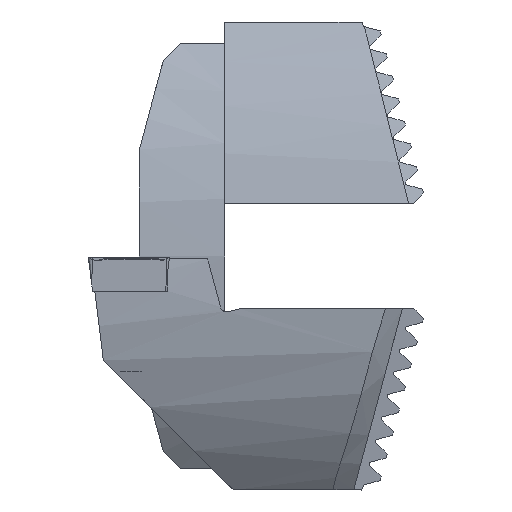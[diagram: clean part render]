
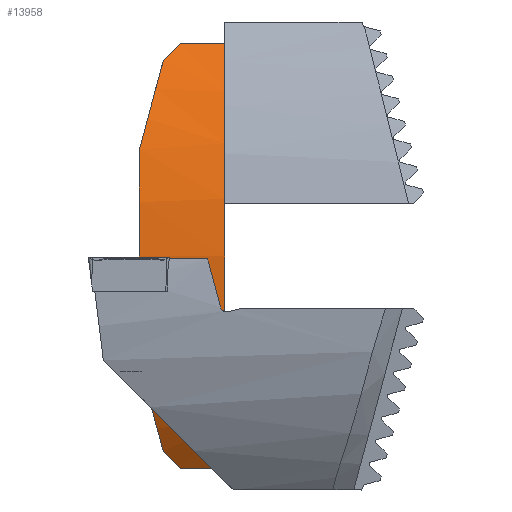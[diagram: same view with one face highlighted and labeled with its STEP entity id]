
A CAD part, left-side view. The second image highlights one B-rep face of the part: STEP entity #13958.
In plain terms, the highlighted cylindrical face has radius 40 mm (diameter 80 mm), a partial arc.
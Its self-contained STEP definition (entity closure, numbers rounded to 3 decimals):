
#125 = VECTOR ( 'NONE', #26585, 1000. ) ;
#232 = EDGE_CURVE ( 'NONE', #7662, #640, #23959, .T. ) ;
#640 = VERTEX_POINT ( 'NONE', #20299 ) ;
#1409 = CARTESIAN_POINT ( 'NONE',  ( 10., 0., 0.025 ) ) ;
#1727 = FACE_OUTER_BOUND ( 'NONE', #27691, .T. ) ;
#3034 = AXIS2_PLACEMENT_3D ( 'NONE', #1409, #14769, #18406 ) ;
#3476 = AXIS2_PLACEMENT_3D ( 'NONE', #27171, #24295, #41485 ) ;
#3877 = CARTESIAN_POINT ( 'NONE',  ( 6.504, 23.682, -32.222 ) ) ;
#3968 = EDGE_CURVE ( 'NONE', #34122, #38739, #26093, .T. ) ;
#5932 = VERTEX_POINT ( 'NONE', #11326 ) ;
#6111 = CYLINDRICAL_SURFACE ( 'NONE', #3034, 40. ) ;
#7662 = VERTEX_POINT ( 'NONE', #14875 ) ;
#8593 = CARTESIAN_POINT ( 'NONE',  ( 8.996, -16.247, -36.739 ) ) ;
#10305 = CARTESIAN_POINT ( 'NONE',  ( 10., -12.5, -37.972 ) ) ;
#11326 = CARTESIAN_POINT ( 'NONE',  ( 5.187, -25., -31.2 ) ) ;
#13600 = CARTESIAN_POINT ( 'NONE',  ( 10., 12.5, -37.972 ) ) ;
#13885 = CARTESIAN_POINT ( 'NONE',  ( 5.837, 24.349, -31.721 ) ) ;
#13958 = ADVANCED_FACE ( 'NONE', ( #1727 ), #6111, .T. ) ;
#14480 = CARTESIAN_POINT ( 'NONE',  ( 10., 25., -31.2 ) ) ;
#14769 = DIRECTION ( 'NONE',  ( -1., 0., 0. ) ) ;
#14875 = CARTESIAN_POINT ( 'NONE',  ( 0., 25., -31.2 ) ) ;
#15768 =( BOUNDED_CURVE ( )  B_SPLINE_CURVE ( 3, ( #37793, #30773, #20440, #13600 ),
 .UNSPECIFIED., .F., .F. ) 
 B_SPLINE_CURVE_WITH_KNOTS ( ( 4, 4 ),
 ( 0.958, 1.253 ),
 .UNSPECIFIED. ) 
 CURVE ( )  GEOMETRIC_REPRESENTATION_ITEM ( )  RATIONAL_B_SPLINE_CURVE ( ( 1., 0.993, 0.993, 1. ) ) 
 REPRESENTATION_ITEM ( '' )  );
#17217 = CARTESIAN_POINT ( 'NONE',  ( 7.187, 23., -32.701 ) ) ;
#17441 = EDGE_CURVE ( 'NONE', #29107, #34122, #42645, .T. ) ;
#17955 = DIRECTION ( 'NONE',  ( 1., 0., 0. ) ) ;
#18118 = EDGE_CURVE ( 'NONE', #38739, #5932, #29708, .T. ) ;
#18297 = CARTESIAN_POINT ( 'NONE',  ( 10., -12.5, -37.972 ) ) ;
#18406 = DIRECTION ( 'NONE',  ( 0., -1., 0. ) ) ;
#19458 = CARTESIAN_POINT ( 'NONE',  ( 7.187, -23., -32.701 ) ) ;
#20233 = VERTEX_POINT ( 'NONE', #29813 ) ;
#20299 = CARTESIAN_POINT ( 'NONE',  ( 0., -25., -31.2 ) ) ;
#20440 = CARTESIAN_POINT ( 'NONE',  ( 8.996, 16.247, -36.739 ) ) ;
#21389 = DIRECTION ( 'NONE',  ( -1., 0., 0. ) ) ;
#22041 = CARTESIAN_POINT ( 'NONE',  ( 7.187, 23., -32.701 ) ) ;
#23959 = CIRCLE ( 'NONE', #3476, 40. ) ;
#23999 = LINE ( 'NONE', #14480, #40135 ) ;
#24111 = DIRECTION ( 'NONE',  ( 0., -1., 0. ) ) ;
#24295 = DIRECTION ( 'NONE',  ( -1., 0., 0. ) ) ;
#25203 = EDGE_CURVE ( 'NONE', #40510, #29107, #15768, .T. ) ;
#25328 = ORIENTED_EDGE ( 'NONE', *, *, #232, .F. ) ;
#25373 = CARTESIAN_POINT ( 'NONE',  ( 5.837, -24.349, -31.721 ) ) ;
#26093 =( BOUNDED_CURVE ( )  B_SPLINE_CURVE ( 3, ( #18297, #8593, #36090, #35929 ),
 .UNSPECIFIED., .F., .F. ) 
 B_SPLINE_CURVE_WITH_KNOTS ( ( 4, 4 ),
 ( 5.03, 5.325 ),
 .UNSPECIFIED. ) 
 CURVE ( )  GEOMETRIC_REPRESENTATION_ITEM ( )  RATIONAL_B_SPLINE_CURVE ( ( 1., 0.993, 0.993, 1. ) ) 
 REPRESENTATION_ITEM ( '' )  );
#26323 = ORIENTED_EDGE ( 'NONE', *, *, #34771, .T. ) ;
#26585 = DIRECTION ( 'NONE',  ( -1., 0., 0. ) ) ;
#27171 = CARTESIAN_POINT ( 'NONE',  ( 0., 0., 0.025 ) ) ;
#27691 = EDGE_LOOP ( 'NONE', ( #29097, #32076, #25328, #26323, #27717, #42424, #33938, #34755 ) ) ;
#27717 = ORIENTED_EDGE ( 'NONE', *, *, #35783, .T. ) ;
#29097 = ORIENTED_EDGE ( 'NONE', *, *, #18118, .T. ) ;
#29107 = VERTEX_POINT ( 'NONE', #30415 ) ;
#29177 = CARTESIAN_POINT ( 'NONE',  ( 6.504, -23.682, -32.222 ) ) ;
#29708 =( BOUNDED_CURVE ( )  B_SPLINE_CURVE ( 3, ( #39548, #29177, #25373, #42425 ),
 .UNSPECIFIED., .F., .F. ) 
 B_SPLINE_CURVE_WITH_KNOTS ( ( 4, 4 ),
 ( 5.325, 5.388 ),
 .UNSPECIFIED. ) 
 CURVE ( )  GEOMETRIC_REPRESENTATION_ITEM ( )  RATIONAL_B_SPLINE_CURVE ( ( 1., 1., 1., 1. ) ) 
 REPRESENTATION_ITEM ( '' )  );
#29813 = CARTESIAN_POINT ( 'NONE',  ( 5.187, 25., -31.2 ) ) ;
#30415 = CARTESIAN_POINT ( 'NONE',  ( 10., 12.5, -37.972 ) ) ;
#30773 = CARTESIAN_POINT ( 'NONE',  ( 8.051, 19.773, -34.969 ) ) ;
#32076 = ORIENTED_EDGE ( 'NONE', *, *, #40114, .T. ) ;
#33938 = ORIENTED_EDGE ( 'NONE', *, *, #17441, .T. ) ;
#34122 = VERTEX_POINT ( 'NONE', #10305 ) ;
#34703 = CARTESIAN_POINT ( 'NONE',  ( 5.187, 25., -31.2 ) ) ;
#34755 = ORIENTED_EDGE ( 'NONE', *, *, #3968, .T. ) ;
#34771 = EDGE_CURVE ( 'NONE', #7662, #20233, #23999, .T. ) ;
#35783 = EDGE_CURVE ( 'NONE', #20233, #40510, #40595, .T. ) ;
#35929 = CARTESIAN_POINT ( 'NONE',  ( 7.187, -23., -32.701 ) ) ;
#36090 = CARTESIAN_POINT ( 'NONE',  ( 8.051, -19.773, -34.969 ) ) ;
#37777 = AXIS2_PLACEMENT_3D ( 'NONE', #41611, #21389, #24111 ) ;
#37793 = CARTESIAN_POINT ( 'NONE',  ( 7.187, 23., -32.701 ) ) ;
#38739 = VERTEX_POINT ( 'NONE', #19458 ) ;
#39548 = CARTESIAN_POINT ( 'NONE',  ( 7.187, -23., -32.701 ) ) ;
#40114 = EDGE_CURVE ( 'NONE', #5932, #640, #40394, .T. ) ;
#40135 = VECTOR ( 'NONE', #17955, 1000. ) ;
#40394 = LINE ( 'NONE', #40471, #125 ) ;
#40471 = CARTESIAN_POINT ( 'NONE',  ( 10., -25., -31.2 ) ) ;
#40510 = VERTEX_POINT ( 'NONE', #22041 ) ;
#40595 =( BOUNDED_CURVE ( )  B_SPLINE_CURVE ( 3, ( #34703, #13885, #3877, #17217 ),
 .UNSPECIFIED., .F., .F. ) 
 B_SPLINE_CURVE_WITH_KNOTS ( ( 4, 4 ),
 ( 0.896, 0.958 ),
 .UNSPECIFIED. ) 
 CURVE ( )  GEOMETRIC_REPRESENTATION_ITEM ( )  RATIONAL_B_SPLINE_CURVE ( ( 1., 1., 1., 1. ) ) 
 REPRESENTATION_ITEM ( '' )  );
#41485 = DIRECTION ( 'NONE',  ( 0., -1., 0. ) ) ;
#41611 = CARTESIAN_POINT ( 'NONE',  ( 10., 0., 0.025 ) ) ;
#42424 = ORIENTED_EDGE ( 'NONE', *, *, #25203, .T. ) ;
#42425 = CARTESIAN_POINT ( 'NONE',  ( 5.187, -25., -31.2 ) ) ;
#42645 = CIRCLE ( 'NONE', #37777, 40. ) ;
